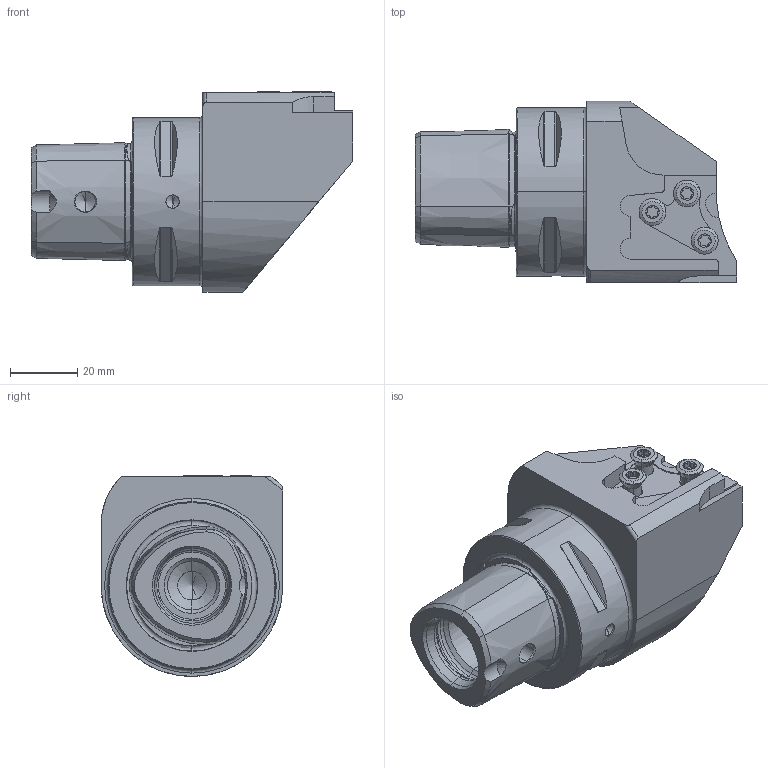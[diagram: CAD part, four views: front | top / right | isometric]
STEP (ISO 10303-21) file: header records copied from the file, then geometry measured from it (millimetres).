
FILE_DESCRIPTION (( 'STEP AP214' ), '1' );
FILE_NAME ('PS5.KMD.LFA.060.STEP', '2023-04-13T10:58:56', ( '' ), ( '' ), 'SwSTEP 2.0', 'SolidWorks 2017', '' );
FILE_SCHEMA (( 'AUTOMOTIVE_DESIGN' ));
Length unit declared in the file: millimetre
Products named in the file (4): KVT_MB_600_060; KMD-ER1.001.010_A; PS5.KMD.LFA.060; PS5-KMD.LFA.060_A
Assembly tree (5 placements, depth 2):
  PS5.KMD.LFA.060
    PS5-KMD.LFA.060_A
    KMD-ER1.001.010_A  x3
    KVT_MB_600_060
Bounding box: 95.5 x 54 x 59.74 mm (x, y, z)
Volume: 135683 mm3; surface area: 25070.8 mm2
Topology: 6 solids, 6 shells, 340 faces, 815 edges, 489 vertices
Faces by surface type: cylinder 139, cone 113, plane 55, torus 31, sphere 2
Entity records: 8738 total; most frequent: CARTESIAN_POINT 2281, DIRECTION 1360, ORIENTED_EDGE 1264, EDGE_CURVE 632, AXIS2_PLACEMENT_3D 551, VERTEX_POINT 386, EDGE_LOOP 296, FACE_OUTER_BOUND 272
